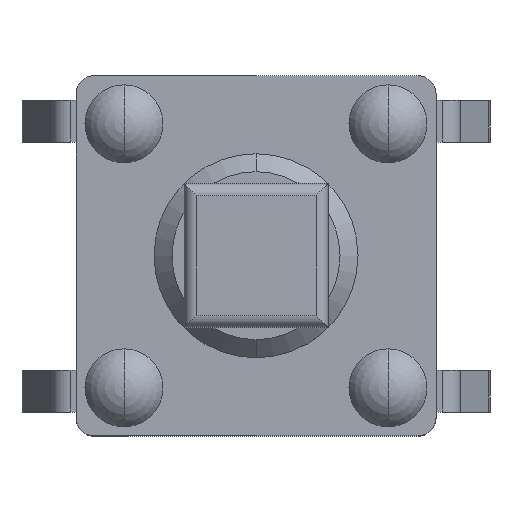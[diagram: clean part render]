
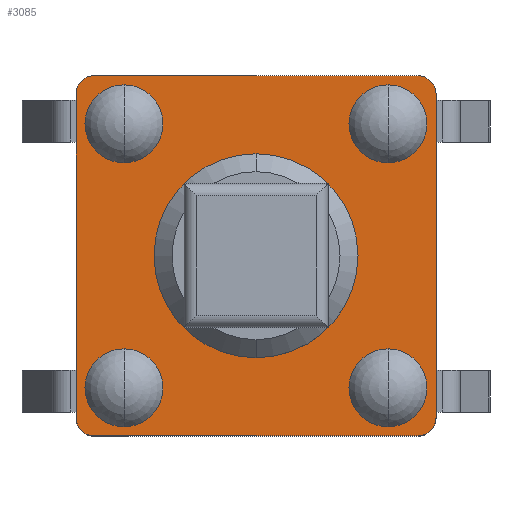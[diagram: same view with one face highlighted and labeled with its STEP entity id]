
A CAD part, top view. The second image highlights one B-rep face of the part: STEP entity #3085.
In plain terms, the highlighted planar face has unit normal (0, 0, 1).
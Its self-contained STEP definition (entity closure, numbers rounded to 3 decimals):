
#170=DIRECTION('',(0.,-1.,0.));
#171=VECTOR('',#170,5.4);
#172=CARTESIAN_POINT('',(-3.,2.7,0.));
#173=LINE('',#172,#171);
#554=DIRECTION('',(0.,-1.,0.));
#555=VECTOR('',#554,5.4);
#556=CARTESIAN_POINT('',(3.,2.7,0.));
#557=LINE('',#556,#555);
#986=CARTESIAN_POINT('',(0.,0.,0.));
#987=DIRECTION('',(0.,0.,1.));
#988=DIRECTION('',(0.,1.,0.));
#989=AXIS2_PLACEMENT_3D('',#986,#987,#988);
#991=CARTESIAN_POINT('',(0.,0.,0.));
#992=DIRECTION('',(0.,0.,1.));
#993=DIRECTION('',(0.,-1.,0.));
#994=AXIS2_PLACEMENT_3D('',#991,#992,#993);
#996=CARTESIAN_POINT('',(2.2,-2.2,0.));
#997=DIRECTION('',(0.,0.,-1.));
#998=DIRECTION('',(0.,1.,0.));
#999=AXIS2_PLACEMENT_3D('',#996,#997,#998);
#1001=CARTESIAN_POINT('',(2.2,-2.2,0.));
#1002=DIRECTION('',(0.,0.,-1.));
#1003=DIRECTION('',(0.,-1.,0.));
#1004=AXIS2_PLACEMENT_3D('',#1001,#1002,#1003);
#1006=CARTESIAN_POINT('',(2.2,2.2,0.));
#1007=DIRECTION('',(0.,0.,-1.));
#1008=DIRECTION('',(0.,1.,0.));
#1009=AXIS2_PLACEMENT_3D('',#1006,#1007,#1008);
#1011=CARTESIAN_POINT('',(2.2,2.2,0.));
#1012=DIRECTION('',(0.,0.,-1.));
#1013=DIRECTION('',(0.,-1.,0.));
#1014=AXIS2_PLACEMENT_3D('',#1011,#1012,#1013);
#1016=CARTESIAN_POINT('',(-2.2,-2.2,0.));
#1017=DIRECTION('',(0.,0.,-1.));
#1018=DIRECTION('',(0.,1.,0.));
#1019=AXIS2_PLACEMENT_3D('',#1016,#1017,#1018);
#1021=CARTESIAN_POINT('',(-2.2,-2.2,0.));
#1022=DIRECTION('',(0.,0.,-1.));
#1023=DIRECTION('',(0.,-1.,0.));
#1024=AXIS2_PLACEMENT_3D('',#1021,#1022,#1023);
#1026=CARTESIAN_POINT('',(-2.2,2.2,0.));
#1027=DIRECTION('',(0.,0.,-1.));
#1028=DIRECTION('',(0.,1.,0.));
#1029=AXIS2_PLACEMENT_3D('',#1026,#1027,#1028);
#1031=CARTESIAN_POINT('',(-2.2,2.2,0.));
#1032=DIRECTION('',(0.,0.,-1.));
#1033=DIRECTION('',(0.,-1.,0.));
#1034=AXIS2_PLACEMENT_3D('',#1031,#1032,#1033);
#1036=CARTESIAN_POINT('',(2.7,2.7,0.));
#1037=DIRECTION('',(0.,0.,1.));
#1038=DIRECTION('',(1.,0.,0.));
#1039=AXIS2_PLACEMENT_3D('',#1036,#1037,#1038);
#1041=CARTESIAN_POINT('',(2.7,-2.7,0.));
#1042=DIRECTION('',(0.,0.,1.));
#1043=DIRECTION('',(0.,-1.,0.));
#1044=AXIS2_PLACEMENT_3D('',#1041,#1042,#1043);
#1046=CARTESIAN_POINT('',(-2.7,-2.7,0.));
#1047=DIRECTION('',(0.,0.,1.));
#1048=DIRECTION('',(-1.,0.,0.));
#1049=AXIS2_PLACEMENT_3D('',#1046,#1047,#1048);
#1051=CARTESIAN_POINT('',(-2.7,2.7,0.));
#1052=DIRECTION('',(0.,0.,1.));
#1053=DIRECTION('',(0.,1.,0.));
#1054=AXIS2_PLACEMENT_3D('',#1051,#1052,#1053);
#1056=DIRECTION('',(1.,0.,0.));
#1057=VECTOR('',#1056,5.4);
#1058=CARTESIAN_POINT('',(-2.7,3.,0.));
#1059=LINE('',#1058,#1057);
#1380=DIRECTION('',(1.,0.,0.));
#1381=VECTOR('',#1380,5.4);
#1382=CARTESIAN_POINT('',(-2.7,-3.,0.));
#1383=LINE('',#1382,#1381);
#1404=CARTESIAN_POINT('',(0.,1.7,0.));
#1405=CARTESIAN_POINT('',(0.,-1.7,0.));
#1406=VERTEX_POINT('',#1404);
#1407=VERTEX_POINT('',#1405);
#1612=CARTESIAN_POINT('',(3.,2.7,0.));
#1613=CARTESIAN_POINT('',(2.7,3.,0.));
#1614=VERTEX_POINT('',#1612);
#1615=VERTEX_POINT('',#1613);
#1624=CARTESIAN_POINT('',(-2.7,3.,0.));
#1625=VERTEX_POINT('',#1624);
#1626=CARTESIAN_POINT('',(-3.,2.7,0.));
#1627=VERTEX_POINT('',#1626);
#1632=CARTESIAN_POINT('',(2.7,-3.,0.));
#1633=VERTEX_POINT('',#1632);
#1634=CARTESIAN_POINT('',(3.,-2.7,0.));
#1635=VERTEX_POINT('',#1634);
#1636=CARTESIAN_POINT('',(-3.,-2.7,0.));
#1637=CARTESIAN_POINT('',(-2.7,-3.,0.));
#1638=VERTEX_POINT('',#1636);
#1639=VERTEX_POINT('',#1637);
#1744=CARTESIAN_POINT('',(2.2,-1.55,0.));
#1745=CARTESIAN_POINT('',(2.2,-2.85,0.));
#1746=VERTEX_POINT('',#1744);
#1747=VERTEX_POINT('',#1745);
#1750=CARTESIAN_POINT('',(2.2,2.85,0.));
#1751=CARTESIAN_POINT('',(2.2,1.55,0.));
#1752=VERTEX_POINT('',#1750);
#1753=VERTEX_POINT('',#1751);
#1756=CARTESIAN_POINT('',(-2.2,-1.55,0.));
#1757=CARTESIAN_POINT('',(-2.2,-2.85,0.));
#1758=VERTEX_POINT('',#1756);
#1759=VERTEX_POINT('',#1757);
#1762=CARTESIAN_POINT('',(-2.2,2.85,0.));
#1763=CARTESIAN_POINT('',(-2.2,1.55,0.));
#1764=VERTEX_POINT('',#1762);
#1765=VERTEX_POINT('',#1763);
#3035=CARTESIAN_POINT('',(-3.,3.,0.));
#3036=DIRECTION('',(0.,0.,1.));
#3037=DIRECTION('',(0.,-1.,0.));
#3038=AXIS2_PLACEMENT_3D('',#3035,#3036,#3037);
#3039=PLANE('',#3038);
#3040=ORIENTED_EDGE('',*,*,#3025,.F.);
#3041=ORIENTED_EDGE('',*,*,#2293,.T.);
#3043=ORIENTED_EDGE('',*,*,#3042,.F.);
#3045=ORIENTED_EDGE('',*,*,#3044,.F.);
#3047=ORIENTED_EDGE('',*,*,#3046,.F.);
#3048=ORIENTED_EDGE('',*,*,#1791,.F.);
#3050=ORIENTED_EDGE('',*,*,#3049,.F.);
#3052=ORIENTED_EDGE('',*,*,#3051,.T.);
#3053=EDGE_LOOP('',(#3040,#3041,#3043,#3045,#3047,#3048,#3050,#3052));
#3054=FACE_OUTER_BOUND('',#3053,.F.);
#3056=ORIENTED_EDGE('',*,*,#3055,.F.);
#3058=ORIENTED_EDGE('',*,*,#3057,.F.);
#3059=EDGE_LOOP('',(#3056,#3058));
#3060=FACE_BOUND('',#3059,.F.);
#3062=ORIENTED_EDGE('',*,*,#3061,.F.);
#3064=ORIENTED_EDGE('',*,*,#3063,.F.);
#3065=EDGE_LOOP('',(#3062,#3064));
#3066=FACE_BOUND('',#3065,.F.);
#3068=ORIENTED_EDGE('',*,*,#3067,.F.);
#3070=ORIENTED_EDGE('',*,*,#3069,.F.);
#3071=EDGE_LOOP('',(#3068,#3070));
#3072=FACE_BOUND('',#3071,.F.);
#3074=ORIENTED_EDGE('',*,*,#3073,.F.);
#3076=ORIENTED_EDGE('',*,*,#3075,.F.);
#3077=EDGE_LOOP('',(#3074,#3076));
#3078=FACE_BOUND('',#3077,.F.);
#3080=ORIENTED_EDGE('',*,*,#3079,.T.);
#3082=ORIENTED_EDGE('',*,*,#3081,.T.);
#3083=EDGE_LOOP('',(#3080,#3082));
#3084=FACE_BOUND('',#3083,.F.);
#990=CIRCLE('',#989,1.7);
#995=CIRCLE('',#994,1.7);
#1000=CIRCLE('',#999,0.65);
#1005=CIRCLE('',#1004,0.65);
#1010=CIRCLE('',#1009,0.65);
#1015=CIRCLE('',#1014,0.65);
#1020=CIRCLE('',#1019,0.65);
#1025=CIRCLE('',#1024,0.65);
#1030=CIRCLE('',#1029,0.65);
#1035=CIRCLE('',#1034,0.65);
#1040=CIRCLE('',#1039,0.3);
#1045=CIRCLE('',#1044,0.3);
#1050=CIRCLE('',#1049,0.3);
#1055=CIRCLE('',#1054,0.3);
#1791=EDGE_CURVE('',#1627,#1638,#173,.T.);
#2293=EDGE_CURVE('',#1614,#1635,#557,.T.);
#3025=EDGE_CURVE('',#1614,#1615,#1040,.T.);
#3042=EDGE_CURVE('',#1633,#1635,#1045,.T.);
#3044=EDGE_CURVE('',#1639,#1633,#1383,.T.);
#3046=EDGE_CURVE('',#1638,#1639,#1050,.T.);
#3049=EDGE_CURVE('',#1625,#1627,#1055,.T.);
#3051=EDGE_CURVE('',#1625,#1615,#1059,.T.);
#3055=EDGE_CURVE('',#1746,#1747,#1000,.T.);
#3057=EDGE_CURVE('',#1747,#1746,#1005,.T.);
#3061=EDGE_CURVE('',#1752,#1753,#1010,.T.);
#3063=EDGE_CURVE('',#1753,#1752,#1015,.T.);
#3067=EDGE_CURVE('',#1758,#1759,#1020,.T.);
#3069=EDGE_CURVE('',#1759,#1758,#1025,.T.);
#3073=EDGE_CURVE('',#1764,#1765,#1030,.T.);
#3075=EDGE_CURVE('',#1765,#1764,#1035,.T.);
#3079=EDGE_CURVE('',#1406,#1407,#990,.T.);
#3081=EDGE_CURVE('',#1407,#1406,#995,.T.);
#3085=ADVANCED_FACE('',(#3054,#3060,#3066,#3072,#3078,#3084),#3039,.T.);
